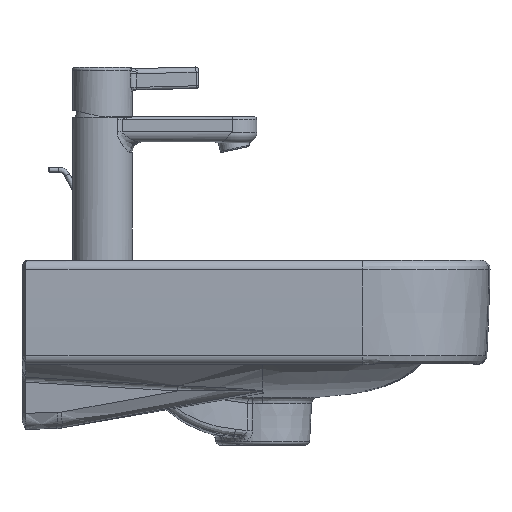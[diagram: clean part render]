
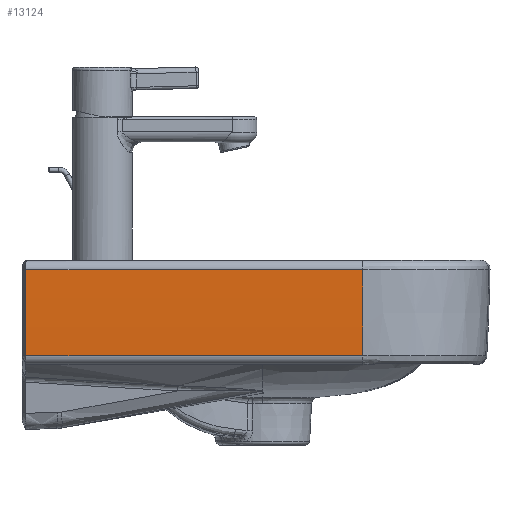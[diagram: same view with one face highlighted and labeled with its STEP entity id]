
A CAD part, front view. The second image highlights one B-rep face of the part: STEP entity #13124.
In plain terms, the highlighted cylindrical face has radius 2000 mm (diameter 4000 mm), a partial arc.
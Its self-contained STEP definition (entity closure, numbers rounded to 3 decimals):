
#10984=CARTESIAN_POINT('',(3.,-247.587,-73.373));
#10985=VERTEX_POINT('',#10984);
#10992=CARTESIAN_POINT('',(3.,-250.019,-7.141));
#10993=VERTEX_POINT('',#10992);
#10994=CARTESIAN_POINT('',(3.,1749.576,33.133));
#10995=DIRECTION('',(-1.0,0.,0.));
#10996=DIRECTION('',(0.,1.0,0.));
#10997=AXIS2_PLACEMENT_3D('',#10994,#10995,#10996);
#10998=CIRCLE('',#10997,2000.0);
#10999=EDGE_CURVE('',#10985,#10993,#10998,.T.);
#13093=CARTESIAN_POINT('',(130.934,1749.576,33.133));
#13094=DIRECTION('',(-1.0,0.0,0.0));
#13095=DIRECTION('',(0.0,-0.999,-0.053));
#13096=AXIS2_PLACEMENT_3D('',#13093,#13094,#13095);
#13097=CYLINDRICAL_SURFACE('',#13096,2000.);
#13098=ORIENTED_EDGE('',*,*,#10999,.F.);
#13099=CARTESIAN_POINT('',(261.868,-247.587,-73.373));
#13100=VERTEX_POINT('',#13099);
#13101=CARTESIAN_POINT('',(261.868,-247.587,-73.373));
#13102=DIRECTION('',(-1.0,0.0,0.0));
#13103=VECTOR('',#13102,258.868);
#13104=LINE('',#13101,#13103);
#13105=EDGE_CURVE('',#10985,#13100,#13104,.F.);
#13106=ORIENTED_EDGE('',*,*,#13105,.T.);
#13107=CARTESIAN_POINT('',(261.868,-250.019,-7.141));
#13108=VERTEX_POINT('',#13107);
#13109=CARTESIAN_POINT('',(261.868,1749.576,33.133));
#13110=DIRECTION('',(-1.0,0.0,0.0));
#13111=DIRECTION('',(0.0,1.0,0.0));
#13112=AXIS2_PLACEMENT_3D('',#13109,#13110,#13111);
#13113=CIRCLE('',#13112,2000.0);
#13114=EDGE_CURVE('',#13100,#13108,#13113,.T.);
#13115=ORIENTED_EDGE('',*,*,#13114,.T.);
#13116=CARTESIAN_POINT('',(261.868,-250.019,-7.141));
#13117=DIRECTION('',(-1.0,0.0,0.0));
#13118=VECTOR('',#13117,258.868);
#13119=LINE('',#13116,#13118);
#13120=EDGE_CURVE('',#13108,#10993,#13119,.T.);
#13121=ORIENTED_EDGE('',*,*,#13120,.T.);
#13122=EDGE_LOOP('',(#13098,#13106,#13115,#13121));
#13123=FACE_OUTER_BOUND('',#13122,.T.);
#13124=ADVANCED_FACE('',(#13123),#13097,.T.);
